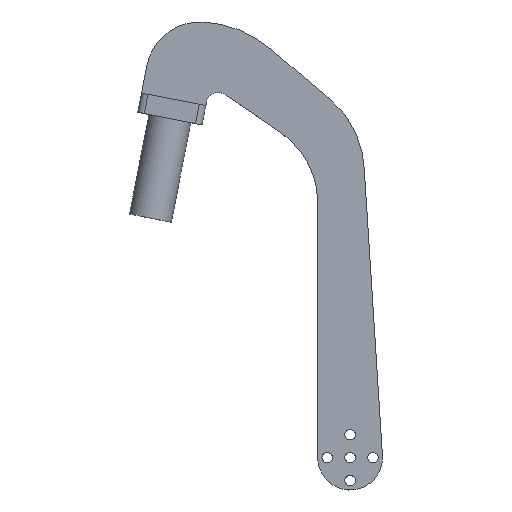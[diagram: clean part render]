
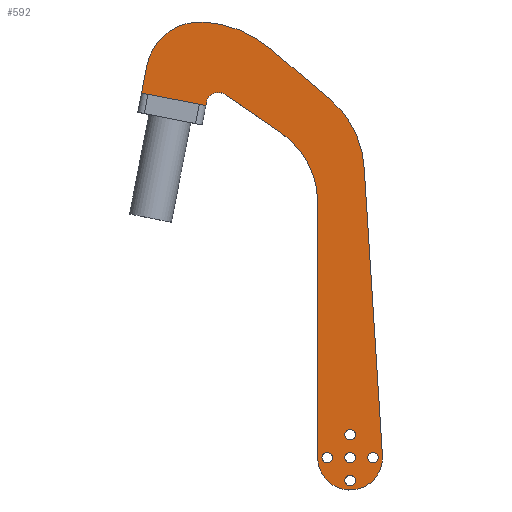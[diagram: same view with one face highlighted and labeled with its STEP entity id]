
A CAD part, top view. The second image highlights one B-rep face of the part: STEP entity #592.
In plain terms, the highlighted planar face has unit normal (0, 0, 1).
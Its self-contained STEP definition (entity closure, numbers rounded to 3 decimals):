
#16=FACE_BOUND('',#100,.T.);
#17=FACE_BOUND('',#101,.T.);
#18=FACE_BOUND('',#102,.T.);
#19=FACE_BOUND('',#103,.T.);
#20=FACE_BOUND('',#104,.T.);
#38=PLANE('',#676);
#68=FACE_OUTER_BOUND('',#99,.T.);
#99=EDGE_LOOP('',(#512,#513,#514,#515,#516,#517,#518,#519,#520,#521,#522,
#523,#524));
#100=EDGE_LOOP('',(#525));
#101=EDGE_LOOP('',(#526));
#102=EDGE_LOOP('',(#527));
#103=EDGE_LOOP('',(#528));
#104=EDGE_LOOP('',(#529));
#125=LINE('',#900,#174);
#139=LINE('',#963,#188);
#143=LINE('',#975,#192);
#147=LINE('',#985,#196);
#148=LINE('',#988,#197);
#154=LINE('',#1008,#203);
#158=LINE('',#1020,#207);
#174=VECTOR('',#716,10.);
#188=VECTOR('',#786,10.);
#192=VECTOR('',#798,10.);
#196=VECTOR('',#810,10.);
#197=VECTOR('',#813,10.);
#203=VECTOR('',#833,10.);
#207=VECTOR('',#845,10.);
#221=CIRCLE('',#638,1.6);
#223=CIRCLE('',#641,1.6);
#225=CIRCLE('',#644,1.6);
#227=CIRCLE('',#647,1.6);
#229=CIRCLE('',#650,1.6);
#232=CIRCLE('',#655,25.95);
#234=CIRCLE('',#659,3.686);
#236=CIRCLE('',#664,16.585);
#238=CIRCLE('',#667,34.827);
#240=CIRCLE('',#671,29.531);
#242=CIRCLE('',#675,9.9);
#258=VERTEX_POINT('',#897);
#259=VERTEX_POINT('',#899);
#267=VERTEX_POINT('',#927);
#269=VERTEX_POINT('',#933);
#271=VERTEX_POINT('',#939);
#273=VERTEX_POINT('',#945);
#275=VERTEX_POINT('',#951);
#279=VERTEX_POINT('',#960);
#280=VERTEX_POINT('',#962);
#282=VERTEX_POINT('',#968);
#284=VERTEX_POINT('',#974);
#286=VERTEX_POINT('',#980);
#287=VERTEX_POINT('',#987);
#290=VERTEX_POINT('',#995);
#292=VERTEX_POINT('',#1001);
#294=VERTEX_POINT('',#1007);
#296=VERTEX_POINT('',#1013);
#298=VERTEX_POINT('',#1019);
#318=EDGE_CURVE('',#259,#258,#125,.T.);
#332=EDGE_CURVE('',#267,#267,#221,.T.);
#335=EDGE_CURVE('',#269,#269,#223,.T.);
#338=EDGE_CURVE('',#271,#271,#225,.T.);
#341=EDGE_CURVE('',#273,#273,#227,.T.);
#344=EDGE_CURVE('',#275,#275,#229,.T.);
#349=EDGE_CURVE('',#280,#279,#139,.T.);
#352=EDGE_CURVE('',#282,#280,#232,.T.);
#355=EDGE_CURVE('',#284,#282,#143,.T.);
#358=EDGE_CURVE('',#286,#284,#234,.T.);
#361=EDGE_CURVE('',#258,#286,#147,.T.);
#362=EDGE_CURVE('',#287,#259,#148,.T.);
#366=EDGE_CURVE('',#290,#287,#236,.T.);
#369=EDGE_CURVE('',#292,#290,#238,.T.);
#372=EDGE_CURVE('',#294,#292,#154,.T.);
#375=EDGE_CURVE('',#296,#294,#240,.T.);
#378=EDGE_CURVE('',#298,#296,#158,.T.);
#381=EDGE_CURVE('',#279,#298,#242,.T.);
#512=ORIENTED_EDGE('',*,*,#381,.T.);
#513=ORIENTED_EDGE('',*,*,#378,.T.);
#514=ORIENTED_EDGE('',*,*,#375,.T.);
#515=ORIENTED_EDGE('',*,*,#372,.T.);
#516=ORIENTED_EDGE('',*,*,#369,.T.);
#517=ORIENTED_EDGE('',*,*,#366,.T.);
#518=ORIENTED_EDGE('',*,*,#362,.T.);
#519=ORIENTED_EDGE('',*,*,#318,.T.);
#520=ORIENTED_EDGE('',*,*,#361,.T.);
#521=ORIENTED_EDGE('',*,*,#358,.T.);
#522=ORIENTED_EDGE('',*,*,#355,.T.);
#523=ORIENTED_EDGE('',*,*,#352,.T.);
#524=ORIENTED_EDGE('',*,*,#349,.T.);
#525=ORIENTED_EDGE('',*,*,#344,.T.);
#526=ORIENTED_EDGE('',*,*,#341,.T.);
#527=ORIENTED_EDGE('',*,*,#338,.T.);
#528=ORIENTED_EDGE('',*,*,#335,.T.);
#529=ORIENTED_EDGE('',*,*,#332,.T.);
#592=ADVANCED_FACE('',(#68,#16,#17,#18,#19,#20),#38,.T.);
#638=AXIS2_PLACEMENT_3D('',#928,#749,#750);
#641=AXIS2_PLACEMENT_3D('',#934,#756,#757);
#644=AXIS2_PLACEMENT_3D('',#940,#763,#764);
#647=AXIS2_PLACEMENT_3D('',#946,#770,#771);
#650=AXIS2_PLACEMENT_3D('',#952,#777,#778);
#655=AXIS2_PLACEMENT_3D('',#969,#792,#793);
#659=AXIS2_PLACEMENT_3D('',#981,#804,#805);
#664=AXIS2_PLACEMENT_3D('',#996,#820,#821);
#667=AXIS2_PLACEMENT_3D('',#1002,#827,#828);
#671=AXIS2_PLACEMENT_3D('',#1014,#839,#840);
#675=AXIS2_PLACEMENT_3D('',#1024,#851,#852);
#676=AXIS2_PLACEMENT_3D('',#1025,#853,#854);
#716=DIRECTION('',(0.981,-0.192,0.));
#749=DIRECTION('center_axis',(0.,0.,-1.));
#750=DIRECTION('ref_axis',(-1.,0.,0.));
#756=DIRECTION('center_axis',(0.,0.,-1.));
#757=DIRECTION('ref_axis',(-1.,0.,0.));
#763=DIRECTION('center_axis',(0.,0.,-1.));
#764=DIRECTION('ref_axis',(-1.,0.,0.));
#770=DIRECTION('center_axis',(0.,0.,-1.));
#771=DIRECTION('ref_axis',(-1.,0.,0.));
#777=DIRECTION('center_axis',(0.,0.,-1.));
#778=DIRECTION('ref_axis',(-1.,0.,0.));
#786=DIRECTION('',(0.,-1.,0.));
#792=DIRECTION('center_axis',(0.,0.,-1.));
#793=DIRECTION('ref_axis',(-1.,0.,0.));
#798=DIRECTION('',(0.826,-0.563,0.));
#804=DIRECTION('center_axis',(0.,0.,-1.));
#805=DIRECTION('ref_axis',(-0.563,-0.826,0.));
#810=DIRECTION('',(0.192,0.981,0.));
#813=DIRECTION('',(-0.192,-0.981,0.));
#820=DIRECTION('center_axis',(0.,0.,1.));
#821=DIRECTION('ref_axis',(0.053,0.999,0.));
#827=DIRECTION('center_axis',(0.,0.,1.));
#828=DIRECTION('ref_axis',(0.648,0.762,0.));
#833=DIRECTION('',(-0.762,0.648,0.));
#839=DIRECTION('center_axis',(0.,0.,1.));
#840=DIRECTION('ref_axis',(0.998,0.063,0.));
#845=DIRECTION('',(-0.063,0.998,0.));
#851=DIRECTION('center_axis',(0.,0.,1.));
#852=DIRECTION('ref_axis',(1.,0.,0.));
#853=DIRECTION('center_axis',(0.,0.,1.));
#854=DIRECTION('ref_axis',(1.,0.,0.));
#897=CARTESIAN_POINT('',(-44.103,107.575,6.));
#899=CARTESIAN_POINT('',(-63.732,111.414,6.));
#900=CARTESIAN_POINT('',(-63.732,111.414,6.));
#927=CARTESIAN_POINT('',(1.6,0.,6.));
#928=CARTESIAN_POINT('Origin',(0.,0.,
6.));
#933=CARTESIAN_POINT('',(1.6,7.,6.));
#934=CARTESIAN_POINT('Origin',(0.,7.,6.));
#939=CARTESIAN_POINT('',(8.6,0.,6.));
#940=CARTESIAN_POINT('Origin',(7.,0.,6.));
#945=CARTESIAN_POINT('',(1.6,-7.,6.));
#946=CARTESIAN_POINT('Origin',(0.,-7.,
6.));
#951=CARTESIAN_POINT('',(-5.4,0.,6.));
#952=CARTESIAN_POINT('Origin',(-7.,0.,6.));
#960=CARTESIAN_POINT('',(-9.9,0.,6.));
#962=CARTESIAN_POINT('',(-9.9,77.916,6.));
#963=CARTESIAN_POINT('',(-9.9,77.916,6.));
#968=CARTESIAN_POINT('',(-21.231,99.356,6.));
#969=CARTESIAN_POINT('Origin',(-35.85,77.916,6.));
#974=CARTESIAN_POINT('',(-38.21,110.934,6.));
#975=CARTESIAN_POINT('',(-38.21,110.934,6.));
#980=CARTESIAN_POINT('',(-43.904,108.596,6.));
#981=CARTESIAN_POINT('Origin',(-40.286,107.889,6.));
#985=CARTESIAN_POINT('',(-44.103,107.575,6.));
#987=CARTESIAN_POINT('',(-62.1,119.755,6.));
#988=CARTESIAN_POINT('',(-62.1,119.755,6.));
#995=CARTESIAN_POINT('',(-44.939,133.133,6.));
#996=CARTESIAN_POINT('Origin',(-45.824,116.572,6.));
#1001=CARTESIAN_POINT('',(-24.23,124.882,6.));
#1002=CARTESIAN_POINT('Origin',(-46.797,98.355,6.));
#1007=CARTESIAN_POINT('',(-6.044,109.411,6.));
#1008=CARTESIAN_POINT('',(-6.044,109.411,6.));
#1013=CARTESIAN_POINT('',(4.292,88.786,6.));
#1014=CARTESIAN_POINT('Origin',(-25.179,86.918,6.));
#1019=CARTESIAN_POINT('',(9.88,0.626,6.));
#1020=CARTESIAN_POINT('',(9.88,0.626,6.));
#1024=CARTESIAN_POINT('Origin',(0.,0.,
6.));
#1025=CARTESIAN_POINT('Origin',(-26.916,61.628,6.));
